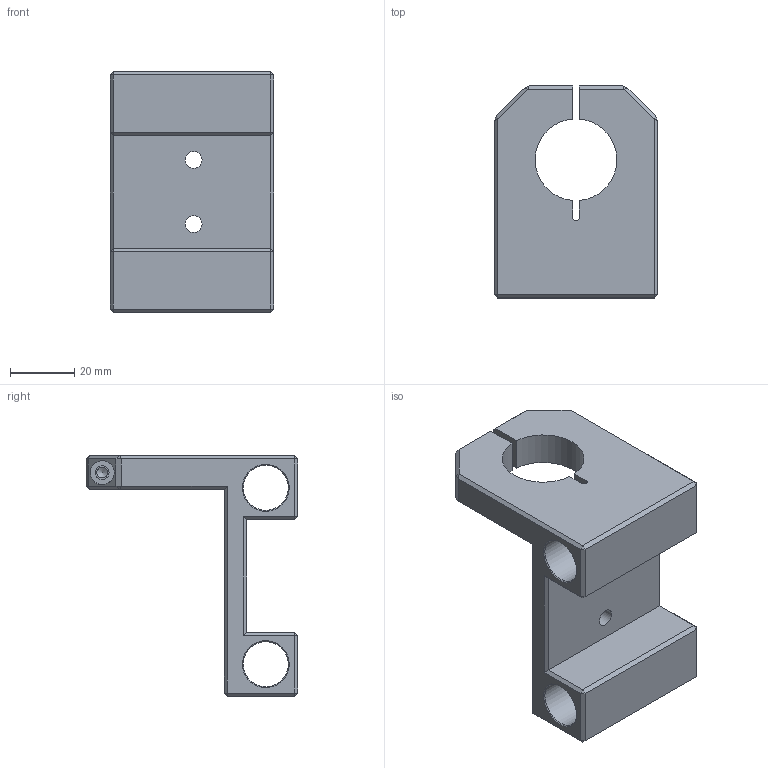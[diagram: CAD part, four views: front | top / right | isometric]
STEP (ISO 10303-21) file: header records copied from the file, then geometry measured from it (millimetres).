
FILE_DESCRIPTION(/* description */ (''),/* implementation_level */ '2;1');
FILE_NAME(/* name */ 'hammerhead_sled.step',/* time_stamp */ '2025-03-31T17:59:56+02:00',/* author */ (''),/* organization */ (''),/* preprocessor_version */ 'ST-DEVELOPER v20.1',/* originating_system */ 'Autodesk Translation Framework v14.4.0.0',/* authorisation */ '');
FILE_SCHEMA (('AUTOMOTIVE_DESIGN { 1 0 10303 214 3 1 1 }'));
Length unit declared in the file: millimetre
Products named in the file (1): clampsled raw
Bounding box: 51 x 66 x 75 mm (x, y, z)
Volume: 58114.8 mm3; surface area: 22911.2 mm2
Topology: 1 solids, 1 shells, 94 faces, 205 edges, 114 vertices
Faces by surface type: plane 73, cylinder 12, cone 9
Full cylindrical faces by diameter (mm): 2.529 x1, 3.332 x1, 4.3 x1, 5.3 x2, 7.5 x1, 14.03 x2
Entity records: 2517 total; most frequent: DIRECTION 425, CARTESIAN_POINT 412, ORIENTED_EDGE 406, EDGE_CURVE 203, LINE 171, VECTOR 171, AXIS2_PLACEMENT_3D 127, VERTEX_POINT 114
